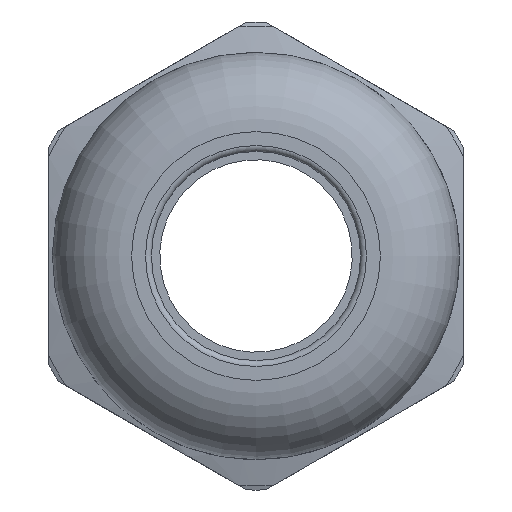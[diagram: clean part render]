
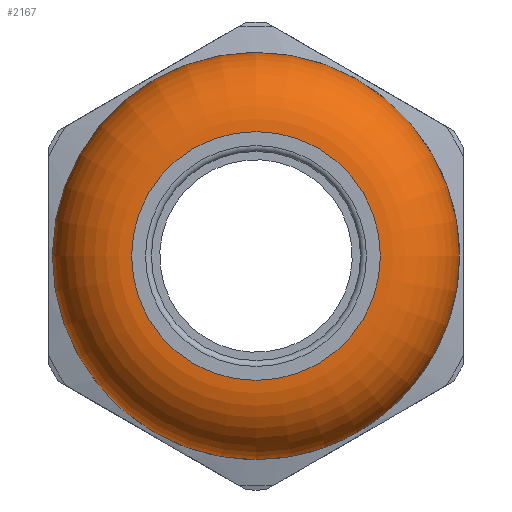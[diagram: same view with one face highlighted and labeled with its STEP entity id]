
A CAD part, left-side view. The second image highlights one B-rep face of the part: STEP entity #2167.
In plain terms, the highlighted toroidal (fillet/blend) face has major radius 4.2 mm and minor radius 2.67 mm.
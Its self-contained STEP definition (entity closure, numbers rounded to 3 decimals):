
#110=TOROIDAL_SURFACE('',#2372,4.2,2.67);
#121=FACE_BOUND('',#766,.T.);
#172=CIRCLE('',#2371,4.2);
#173=CIRCLE('',#2373,6.87);
#624=FACE_OUTER_BOUND('',#765,.T.);
#765=EDGE_LOOP('',(#1585));
#766=EDGE_LOOP('',(#1586));
#959=VERTEX_POINT('',#4456);
#960=VERTEX_POINT('',#4459);
#1202=EDGE_CURVE('',#959,#959,#172,.T.);
#1203=EDGE_CURVE('',#960,#960,#173,.T.);
#1585=ORIENTED_EDGE('',*,*,#1202,.T.);
#1586=ORIENTED_EDGE('',*,*,#1203,.F.);
#2167=ADVANCED_FACE('',(#624,#121),#110,.T.);
#2371=AXIS2_PLACEMENT_3D('',#4457,#2760,#2761);
#2372=AXIS2_PLACEMENT_3D('',#4458,#2762,#2763);
#2373=AXIS2_PLACEMENT_3D('',#4460,#2764,#2765);
#2760=DIRECTION('center_axis',(1.,0.,0.));
#2761=DIRECTION('ref_axis',(0.,0.,-1.));
#2762=DIRECTION('center_axis',(1.,0.,0.));
#2763=DIRECTION('ref_axis',(0.,0.,-1.));
#2764=DIRECTION('center_axis',(1.,0.,0.));
#2765=DIRECTION('ref_axis',(0.,0.,-1.));
#4456=CARTESIAN_POINT('',(-10.88,4.2,0.));
#4457=CARTESIAN_POINT('Origin',(-10.88,0.,0.));
#4458=CARTESIAN_POINT('Origin',(-8.21,0.,0.));
#4459=CARTESIAN_POINT('',(-8.21,6.87,0.));
#4460=CARTESIAN_POINT('Origin',(-8.21,0.,0.));
